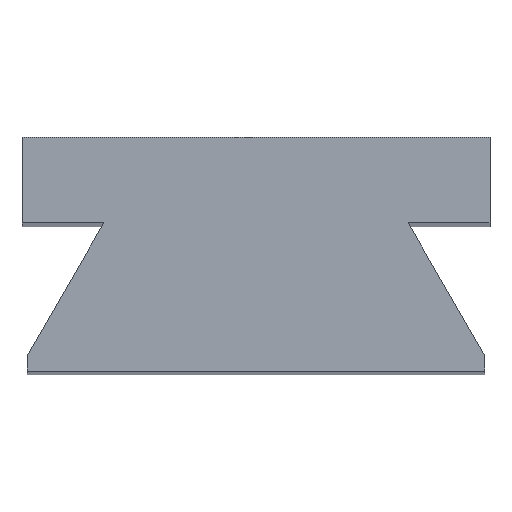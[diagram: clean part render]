
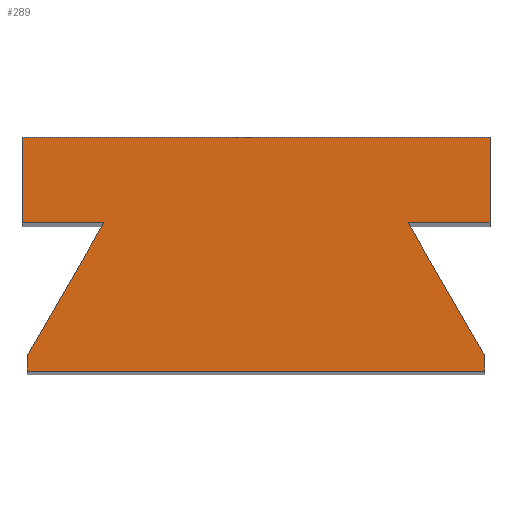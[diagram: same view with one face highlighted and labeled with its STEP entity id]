
A CAD part, top view. The second image highlights one B-rep face of the part: STEP entity #289.
In plain terms, the highlighted planar face has unit normal (0, 0, 1).
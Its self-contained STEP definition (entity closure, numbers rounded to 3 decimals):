
#19=LINE('',#433,#51);
#23=LINE('',#440,#55);
#26=LINE('',#446,#58);
#29=LINE('',#452,#61);
#32=LINE('',#458,#64);
#34=LINE('',#463,#66);
#37=LINE('',#469,#69);
#40=LINE('',#475,#72);
#43=LINE('',#481,#75);
#46=LINE('',#485,#78);
#51=VECTOR('',#358,10.);
#55=VECTOR('',#364,10.);
#58=VECTOR('',#369,10.);
#61=VECTOR('',#374,10.);
#64=VECTOR('',#379,10.);
#66=VECTOR('',#383,10.);
#69=VECTOR('',#388,10.);
#72=VECTOR('',#393,10.);
#75=VECTOR('',#398,10.);
#78=VECTOR('',#403,10.);
#97=FACE_OUTER_BOUND('',#115,.T.);
#115=EDGE_LOOP('',(#243,#244,#245,#246,#247,#248,#249,#250,#251,#252));
#131=VERTEX_POINT('',#430);
#132=VERTEX_POINT('',#432);
#134=VERTEX_POINT('',#438);
#136=VERTEX_POINT('',#444);
#138=VERTEX_POINT('',#450);
#140=VERTEX_POINT('',#456);
#142=VERTEX_POINT('',#462);
#144=VERTEX_POINT('',#468);
#146=VERTEX_POINT('',#474);
#148=VERTEX_POINT('',#480);
#159=EDGE_CURVE('',#131,#132,#19,.T.);
#163=EDGE_CURVE('',#134,#131,#23,.T.);
#166=EDGE_CURVE('',#136,#134,#26,.T.);
#169=EDGE_CURVE('',#138,#136,#29,.T.);
#172=EDGE_CURVE('',#140,#138,#32,.T.);
#174=EDGE_CURVE('',#142,#132,#34,.T.);
#177=EDGE_CURVE('',#144,#142,#37,.T.);
#180=EDGE_CURVE('',#146,#144,#40,.T.);
#183=EDGE_CURVE('',#148,#146,#43,.T.);
#186=EDGE_CURVE('',#140,#148,#46,.T.);
#243=ORIENTED_EDGE('',*,*,#186,.T.);
#244=ORIENTED_EDGE('',*,*,#183,.T.);
#245=ORIENTED_EDGE('',*,*,#180,.T.);
#246=ORIENTED_EDGE('',*,*,#177,.T.);
#247=ORIENTED_EDGE('',*,*,#174,.T.);
#248=ORIENTED_EDGE('',*,*,#159,.F.);
#249=ORIENTED_EDGE('',*,*,#163,.F.);
#250=ORIENTED_EDGE('',*,*,#166,.F.);
#251=ORIENTED_EDGE('',*,*,#169,.F.);
#252=ORIENTED_EDGE('',*,*,#172,.F.);
#274=PLANE('',#330);
#289=ADVANCED_FACE('',(#97),#274,.T.);
#330=AXIS2_PLACEMENT_3D('',#486,#404,#405);
#358=DIRECTION('',(0.,1.,0.));
#364=DIRECTION('',(-1.,0.,0.));
#369=DIRECTION('',(0.5,0.866,0.));
#374=DIRECTION('',(0.,1.,0.));
#379=DIRECTION('',(-1.,0.,0.));
#383=DIRECTION('',(-1.,0.,0.));
#388=DIRECTION('',(0.,1.,0.));
#393=DIRECTION('',(1.,0.,0.));
#398=DIRECTION('',(-0.5,0.866,0.));
#403=DIRECTION('',(0.,1.,0.));
#404=DIRECTION('center_axis',(0.,0.,1.));
#405=DIRECTION('ref_axis',(1.,0.,0.));
#430=CARTESIAN_POINT('',(-3.,1.9,28.));
#432=CARTESIAN_POINT('',(-3.,3.,28.));
#433=CARTESIAN_POINT('',(-3.,1.9,28.));
#438=CARTESIAN_POINT('',(-1.95,1.9,28.));
#440=CARTESIAN_POINT('',(-1.95,1.9,28.));
#444=CARTESIAN_POINT('',(-2.931,0.2,28.));
#446=CARTESIAN_POINT('',(-2.931,0.2,28.));
#450=CARTESIAN_POINT('',(-2.931,0.,28.));
#452=CARTESIAN_POINT('',(-2.931,0.,28.));
#456=CARTESIAN_POINT('',(2.931,0.,28.));
#458=CARTESIAN_POINT('',(0.,0.,28.));
#462=CARTESIAN_POINT('',(3.,3.,28.));
#463=CARTESIAN_POINT('',(3.,3.,28.));
#468=CARTESIAN_POINT('',(3.,1.9,28.));
#469=CARTESIAN_POINT('',(3.,1.9,28.));
#474=CARTESIAN_POINT('',(1.95,1.9,28.));
#475=CARTESIAN_POINT('',(1.95,1.9,28.));
#480=CARTESIAN_POINT('',(2.931,0.2,28.));
#481=CARTESIAN_POINT('',(2.931,0.2,28.));
#485=CARTESIAN_POINT('',(2.931,0.,28.));
#486=CARTESIAN_POINT('Origin',(1.5,1.5,28.));
